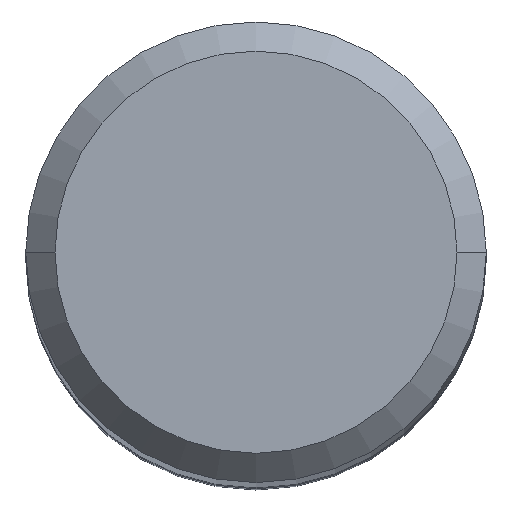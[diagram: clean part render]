
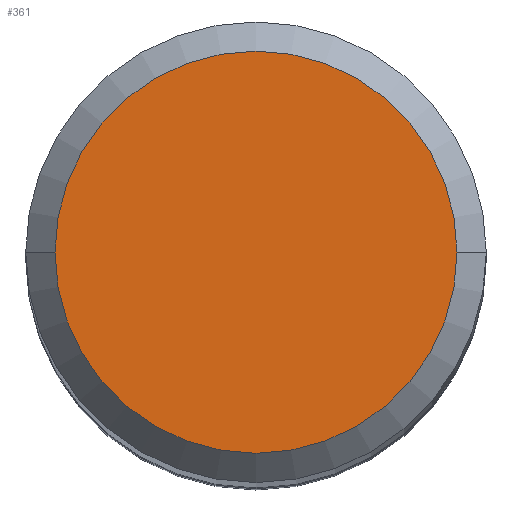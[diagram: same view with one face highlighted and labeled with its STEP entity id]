
A CAD part, top view. The second image highlights one B-rep face of the part: STEP entity #361.
In plain terms, the highlighted planar face has unit normal (0, 0, 1).
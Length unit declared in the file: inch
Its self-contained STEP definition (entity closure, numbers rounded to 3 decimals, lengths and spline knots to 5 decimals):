
#9 = DIRECTION ( 'NONE',  ( 0., 0., 1. ) ) ;
#42 = VERTEX_POINT ( 'NONE', #112 ) ;
#98 = CARTESIAN_POINT ( 'NONE',  ( 0., 0.1375, 0. ) ) ;
#100 = CARTESIAN_POINT ( 'NONE',  ( 0.1375, 0., 0. ) ) ;
#112 = CARTESIAN_POINT ( 'NONE',  ( -0.1375, 0., 0. ) ) ;
#175 = DIRECTION ( 'NONE',  ( 0., 0., 1. ) ) ;
#209 = AXIS2_PLACEMENT_3D ( 'NONE', #351, #175, #532 ) ;
#215 = DIRECTION ( 'NONE',  ( -1., 0., 0. ) ) ;
#222 = EDGE_LOOP ( 'NONE', ( #333, #243 ) ) ;
#243 = ORIENTED_EDGE ( 'NONE', *, *, #377, .T. ) ;
#257 = PLANE ( 'NONE',  #488 ) ;
#269 = DIRECTION ( 'NONE',  ( 0., 0., -1. ) ) ;
#333 = ORIENTED_EDGE ( 'NONE', *, *, #343, .T. ) ;
#343 = EDGE_CURVE ( 'NONE', #42, #390, #460, .T. ) ;
#351 = CARTESIAN_POINT ( 'NONE',  ( 0., 0., 0. ) ) ;
#361 = ADVANCED_FACE ( 'NONE', ( #530 ), #257, .F. ) ;
#377 = EDGE_CURVE ( 'NONE', #390, #42, #387, .T. ) ;
#387 = CIRCLE ( 'NONE', #209, 0.1375 ) ;
#390 = VERTEX_POINT ( 'NONE', #100 ) ;
#403 = DIRECTION ( 'NONE',  ( 1., 0., 0. ) ) ;
#413 = AXIS2_PLACEMENT_3D ( 'NONE', #481, #9, #403 ) ;
#460 = CIRCLE ( 'NONE', #413, 0.1375 ) ;
#481 = CARTESIAN_POINT ( 'NONE',  ( 0., 0., 0. ) ) ;
#488 = AXIS2_PLACEMENT_3D ( 'NONE', #98, #269, #215 ) ;
#530 = FACE_OUTER_BOUND ( 'NONE', #222, .T. ) ;
#532 = DIRECTION ( 'NONE',  ( 1., 0., 0. ) ) ;
